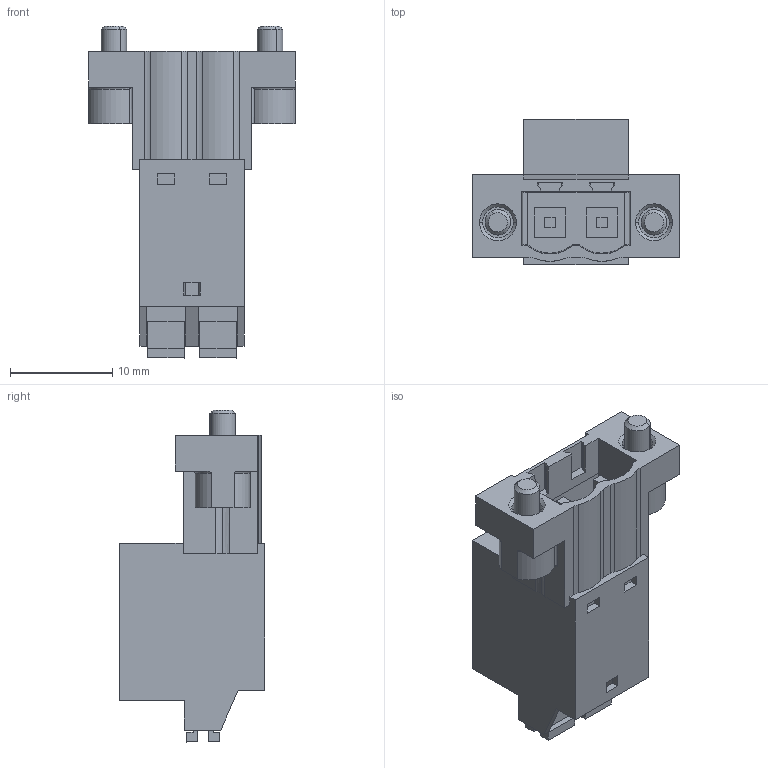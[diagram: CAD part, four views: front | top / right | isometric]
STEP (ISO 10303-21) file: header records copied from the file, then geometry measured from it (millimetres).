
FILE_DESCRIPTION(('CATIA V5 STEP Exchange','CAx-IF Rec.Pracs.--- Model Styling and Organization---1.4--- 2014-01-23'),'2;1');
FILE_NAME ('011740-2_0_1336400000_1336400000.stp','2022-05-23T12:55:52+00:00',('none'),('Weidmueller'),'CATIA Version 5-6 Release 2016 SP3 HF44','CATIA V5 STEP AP214','none');
FILE_SCHEMA(('AUTOMOTIVE_DESIGN { 1 0 10303 214 1 1 1 1 }'));
Length unit declared in the file: millimetre
Products named in the file (1): 1336400000
Bounding box: 20.16 x 14.2 x 32.4 mm (x, y, z)
Volume: 2686.2 mm3; surface area: 3254.3 mm2
Topology: 7 solids, 7 shells, 316 faces, 837 edges, 550 vertices
Faces by surface type: plane 238, cylinder 50, cone 20, extrusion 4, torus 4
Entity records: 9486 total; most frequent: CARTESIAN_POINT 1966, ORIENTED_EDGE 1674, DIRECTION 1276, EDGE_CURVE 837, VECTOR 665, LINE 661, VERTEX_POINT 550, AXIS2_PLACEMENT_3D 372
